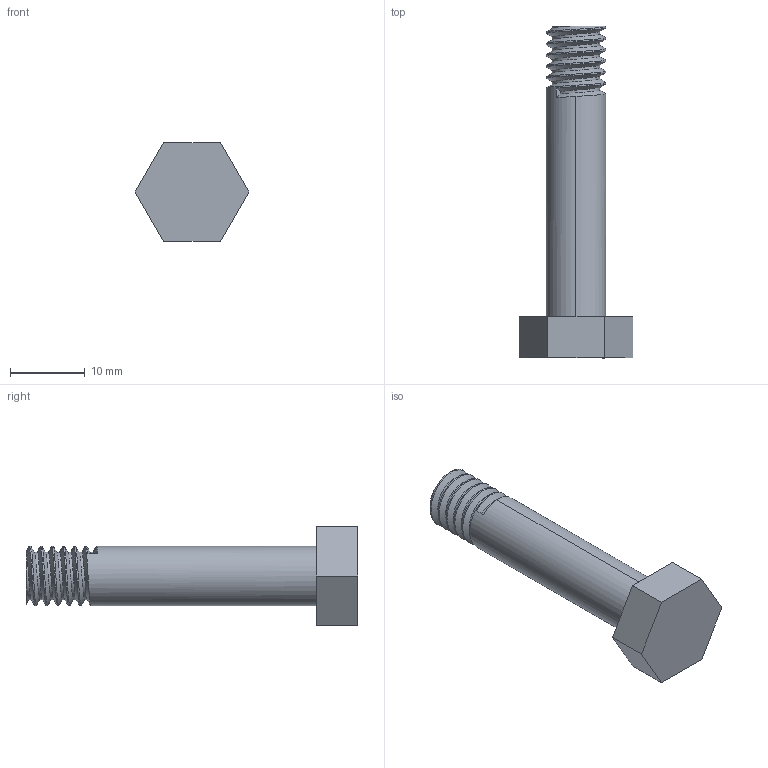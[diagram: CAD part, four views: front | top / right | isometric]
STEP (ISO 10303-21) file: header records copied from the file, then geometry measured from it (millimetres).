
FILE_DESCRIPTION (( 'STEP AP203' ), '1' );
FILE_NAME ('Eje exterior v1_Default_sldprt.STEP', '2023-10-28T09:53:20', ( '' ), ( '' ), 'SwSTEP 2.0', 'SolidWorks 2022', '' );
FILE_SCHEMA (( 'CONFIG_CONTROL_DESIGN' ));
Length unit declared in the file: millimetre
Products named in the file (1): Eje exterior v1_Default_sldprt
Bounding box: 15.24 x 44.5 x 13.2 mm (x, y, z)
Volume: 2696.9 mm3; surface area: 1624.9 mm2
Topology: 1 solids, 1 shells, 26 faces, 70 edges, 47 vertices
Faces by surface type: cylinder 13, plane 10, bspline 3
Entity records: 2022 total; most frequent: CARTESIAN_POINT 1400, ORIENTED_EDGE 140, DIRECTION 84, EDGE_CURVE 70, VERTEX_POINT 47, VECTOR 32, LINE 32, EDGE_LOOP 27
